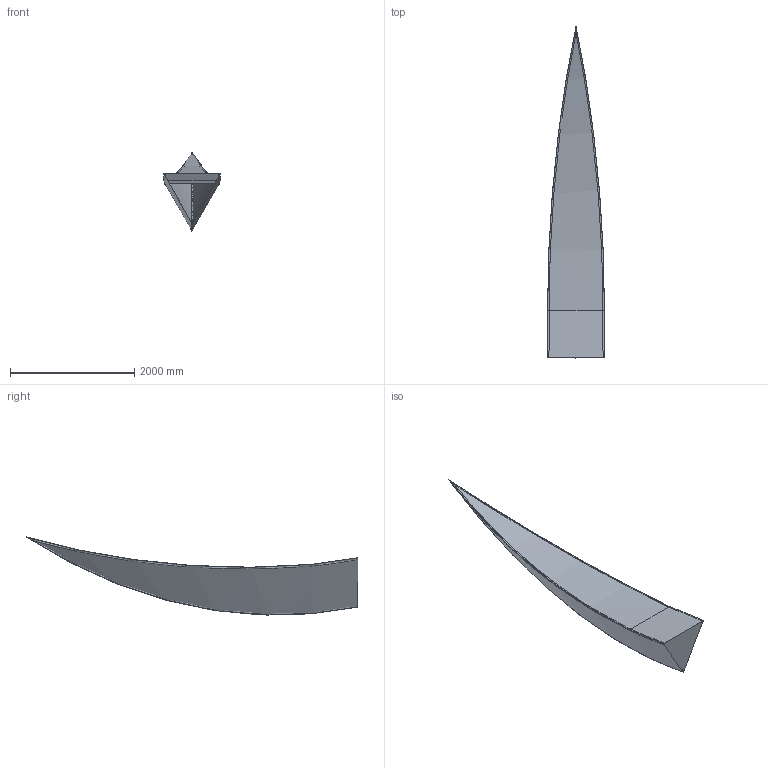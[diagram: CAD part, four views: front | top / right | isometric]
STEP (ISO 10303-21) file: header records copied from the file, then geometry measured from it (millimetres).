
FILE_DESCRIPTION (( 'STEP AP203' ), '1' );
FILE_NAME ('B_feather.STEP', '2009-11-19T12:47:29', ( 'Bugs Bunny' ), ( 'Warner Brothers Movie World' ), 'SwSTEP 2.0', 'SolidWorks 2009', '' );
FILE_SCHEMA (( 'CONFIG_CONTROL_DESIGN' ));
Length unit declared in the file: foot
Products named in the file (7): B_innersheet; B_tube_spine; B_sidesheet_mirror; B_sidesheet; B_feather; B_tube_side_mirror; B_tube_side
Assembly tree (6 placements, depth 2):
  B_feather
    B_tube_side
    B_sidesheet
    B_sidesheet_mirror
    B_tube_spine
    B_innersheet
    B_tube_side_mirror
Bounding box: 915.69 x 5334 x 1254.95 mm (x, y, z)
Volume: 16789524 mm3; surface area: 22411669.2 mm2
Topology: 6 solids, 6 shells, 38 faces, 70 edges, 44 vertices
Faces by surface type: bspline 22, cylinder 9, plane 7
Entity records: 32208 total; most frequent: CARTESIAN_POINT 30894, ORIENTED_EDGE 140, EDGE_CURVE 70, DIRECTION 68, PERSON_AND_ORGANIZATION 62, B_SPLINE_CURVE_WITH_KNOTS 50, LOCAL_TIME 47, COORDINATED_UNIVERSAL_TIME_OFFSET 47
